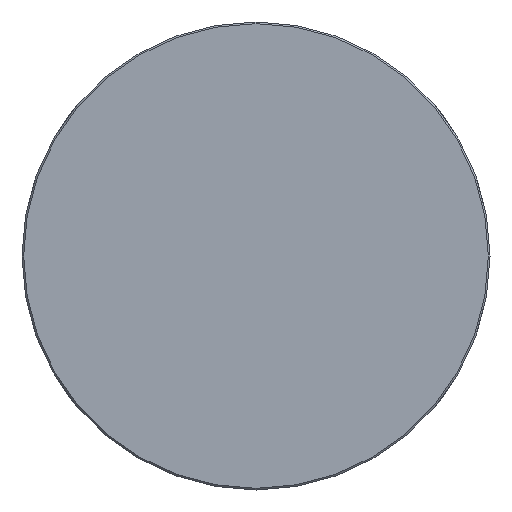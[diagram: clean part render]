
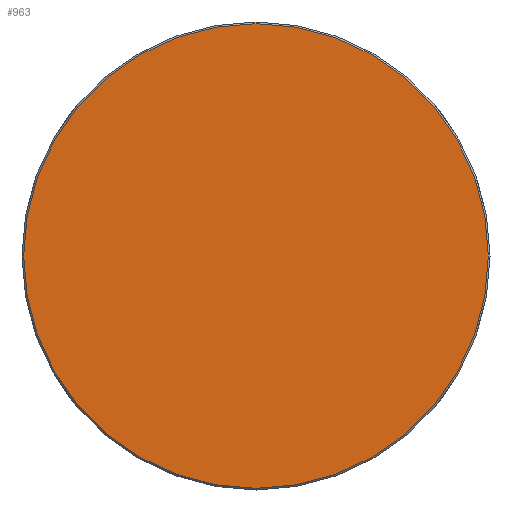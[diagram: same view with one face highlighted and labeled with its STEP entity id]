
A CAD part, left-side view. The second image highlights one B-rep face of the part: STEP entity #963.
In plain terms, the highlighted planar face has unit normal (-1, 0, 0).
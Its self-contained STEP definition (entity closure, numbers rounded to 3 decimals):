
#43 = ORIENTED_EDGE ( 'NONE', *, *, #301, .T. ) ;
#99 = CARTESIAN_POINT ( 'NONE',  ( -162.4, 0., 0. ) ) ;
#259 = AXIS2_PLACEMENT_3D ( 'NONE', #1186, #760, #321 ) ;
#297 = DIRECTION ( 'NONE',  ( -1., 0., 0. ) ) ;
#301 = EDGE_CURVE ( 'NONE', #1315, #1044, #557, .T. ) ;
#321 = DIRECTION ( 'NONE',  ( 0., 0., -1. ) ) ;
#346 = FACE_OUTER_BOUND ( 'NONE', #819, .T. ) ;
#422 = ORIENTED_EDGE ( 'NONE', *, *, #1204, .T. ) ;
#500 = AXIS2_PLACEMENT_3D ( 'NONE', #998, #536, #884 ) ;
#536 = DIRECTION ( 'NONE',  ( -1., 0., 0. ) ) ;
#557 = CIRCLE ( 'NONE', #500, 41.7 ) ;
#739 = PLANE ( 'NONE',  #259 ) ;
#754 = CARTESIAN_POINT ( 'NONE',  ( -162.4, 0., -41.7 ) ) ;
#760 = DIRECTION ( 'NONE',  ( 1., 0., 0. ) ) ;
#774 = CARTESIAN_POINT ( 'NONE',  ( -162.4, 0., 41.7 ) ) ;
#819 = EDGE_LOOP ( 'NONE', ( #43, #422 ) ) ;
#884 = DIRECTION ( 'NONE',  ( 0., 0., -1. ) ) ;
#963 = ADVANCED_FACE ( 'NONE', ( #346 ), #739, .F. ) ;
#998 = CARTESIAN_POINT ( 'NONE',  ( -162.4, 0., 0. ) ) ;
#1016 = AXIS2_PLACEMENT_3D ( 'NONE', #99, #297, #1392 ) ;
#1044 = VERTEX_POINT ( 'NONE', #774 ) ;
#1088 = CIRCLE ( 'NONE', #1016, 41.7 ) ;
#1186 = CARTESIAN_POINT ( 'NONE',  ( -162.4, -42.2, 42.2 ) ) ;
#1204 = EDGE_CURVE ( 'NONE', #1044, #1315, #1088, .T. ) ;
#1315 = VERTEX_POINT ( 'NONE', #754 ) ;
#1392 = DIRECTION ( 'NONE',  ( 0., 0., -1. ) ) ;
